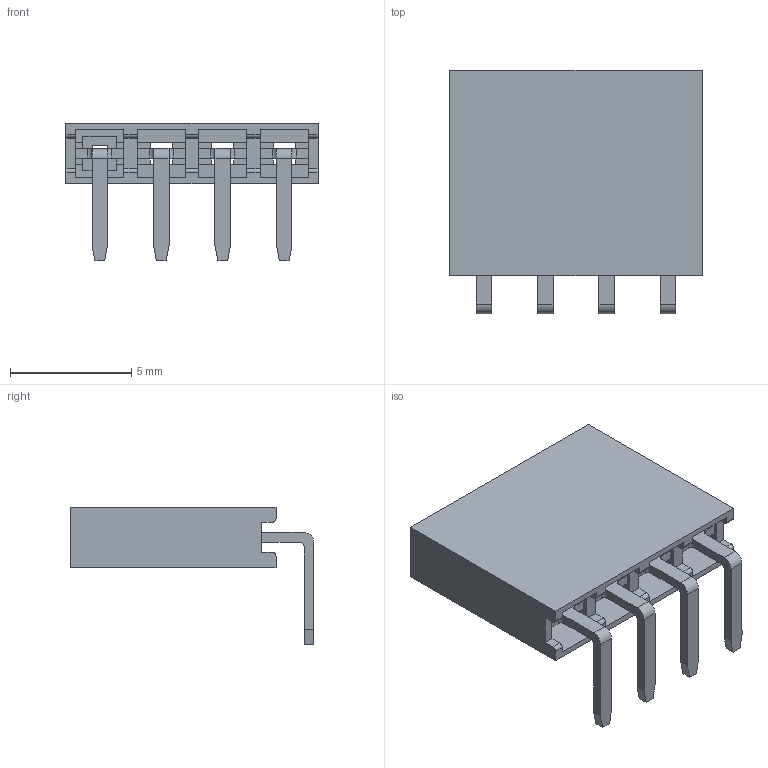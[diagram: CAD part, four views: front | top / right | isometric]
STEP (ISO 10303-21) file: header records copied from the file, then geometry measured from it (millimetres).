
FILE_DESCRIPTION(('STEP AP214'),'1');
FILE_NAME('female_header_a-bl254-ea-g04d.stp','2016-05-05T12:45:46',('TraceParts'),('TraceParts S.A.'),'Spatial InterOp 3D',' ',' ');
FILE_SCHEMA(('automotive_design'));
Length unit declared in the file: millimetre
Products named in the file (1): 1
Bounding box: 10.41 x 10.06 x 5.7 mm (x, y, z)
Volume: 102.1 mm3; surface area: 589.7 mm2
Topology: 1 solids, 1 shells, 170 faces, 482 edges, 312 vertices
Faces by surface type: plane 144, cylinder 26
Entity records: 6822 total; most frequent: CARTESIAN_POINT 965, ORIENTED_EDGE 964, DIRECTION 876, EDGE_CURVE 482, LINE 430, VECTOR 430, VERTEX_POINT 312, AXIS2_PLACEMENT_3D 223
